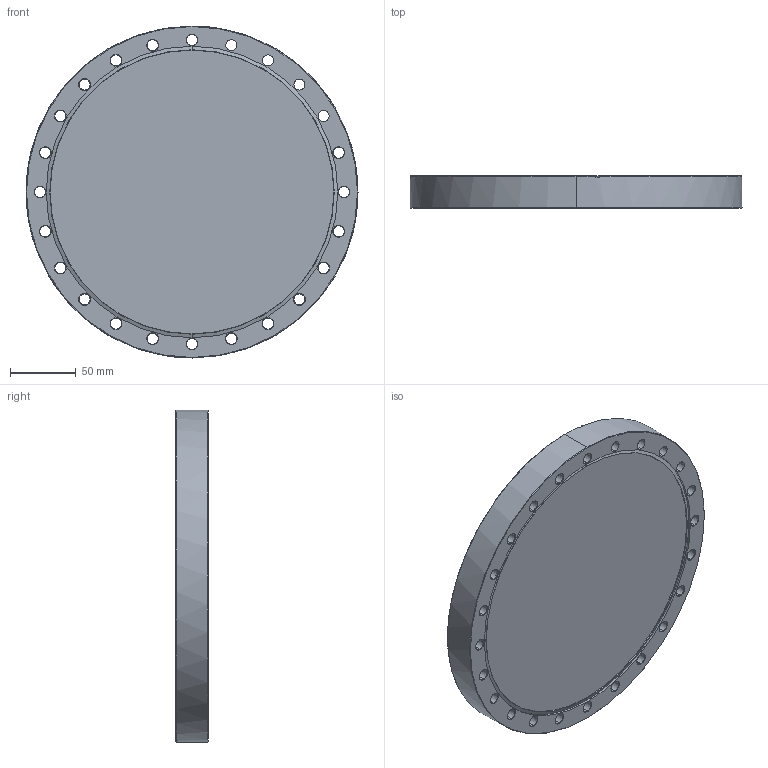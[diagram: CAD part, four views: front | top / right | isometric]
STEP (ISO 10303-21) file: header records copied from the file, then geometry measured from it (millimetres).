
FILE_DESCRIPTION (( 'STEP AP214' ), '1' );
FILE_NAME ('Hositrad_CF200-BD.STEP', '2017-05-05T13:42:07', ( 'Gebruiker' ), ( '' ), 'SwSTEP 2.0', 'SolidWorks 2017', '' );
FILE_SCHEMA (( 'AUTOMOTIVE_DESIGN' ));
Length unit declared in the file: millimetre
Products named in the file (1): Hositrad_CF200-BD
Bounding box: 253.2 x 24.6 x 253.2 mm (x, y, z)
Volume: 1112928.2 mm3; surface area: 135741.4 mm2
Topology: 1 solids, 1 shells, 158 faces, 374 edges, 219 vertices
Faces by surface type: cone 93, cylinder 54, plane 11
Entity records: 4673 total; most frequent: DIRECTION 897, CARTESIAN_POINT 764, ORIENTED_EDGE 748, EDGE_CURVE 374, AXIS2_PLACEMENT_3D 368, VERTEX_POINT 219, CIRCLE 209, EDGE_LOOP 207
